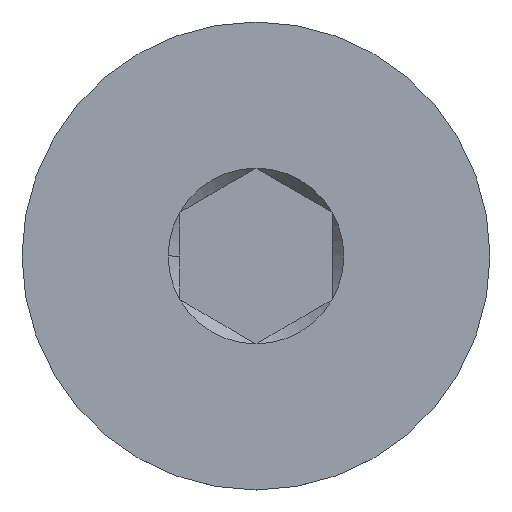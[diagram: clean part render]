
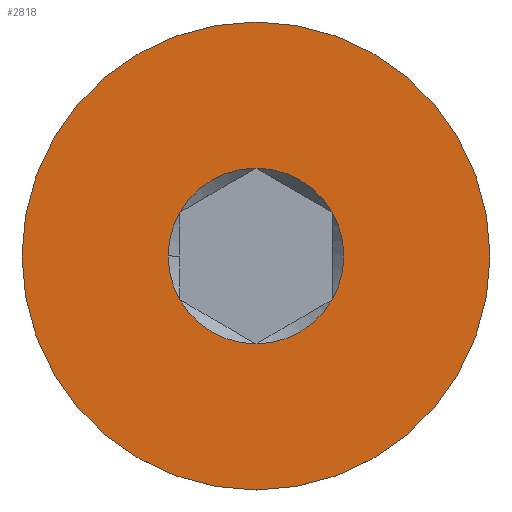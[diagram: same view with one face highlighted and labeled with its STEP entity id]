
A CAD part, top view. The second image highlights one B-rep face of the part: STEP entity #2818.
In plain terms, the highlighted planar face has unit normal (0, 0, 1).
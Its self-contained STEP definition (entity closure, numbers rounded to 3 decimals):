
#110 = EDGE_LOOP ( 'NONE', ( #5080, #2554, #5098, #1500, #2999, #5752, #2851 ) ) ;
#200 = CARTESIAN_POINT ( 'NONE',  ( 0., 0., 6. ) ) ;
#365 = CARTESIAN_POINT ( 'NONE',  ( -0.751, 0., 6. ) ) ;
#446 = VERTEX_POINT ( 'NONE', #2313 ) ;
#529 = CIRCLE ( 'NONE', #1329, 0.751 ) ;
#611 = DIRECTION ( 'NONE',  ( 0., 0., -1. ) ) ;
#665 = DIRECTION ( 'NONE',  ( -1., 0., 0. ) ) ;
#689 = DIRECTION ( 'NONE',  ( -1., 0., 0. ) ) ;
#758 = PLANE ( 'NONE',  #3941 ) ;
#770 = CARTESIAN_POINT ( 'NONE',  ( 0., -2., 6. ) ) ;
#809 = DIRECTION ( 'NONE',  ( -1., 0., 0. ) ) ;
#842 = EDGE_CURVE ( 'NONE', #2223, #5706, #3169, .T. ) ;
#887 = CIRCLE ( 'NONE', #1144, 0.751 ) ;
#931 = DIRECTION ( 'NONE',  ( -1., 0., 0. ) ) ;
#1060 = ORIENTED_EDGE ( 'NONE', *, *, #2259, .T. ) ;
#1144 = AXIS2_PLACEMENT_3D ( 'NONE', #2716, #4476, #5373 ) ;
#1233 = VERTEX_POINT ( 'NONE', #365 ) ;
#1260 = DIRECTION ( 'NONE',  ( -1., 0., 0. ) ) ;
#1267 = EDGE_CURVE ( 'NONE', #5706, #5169, #887, .T. ) ;
#1329 = AXIS2_PLACEMENT_3D ( 'NONE', #5781, #2666, #1260 ) ;
#1337 = AXIS2_PLACEMENT_3D ( 'NONE', #3331, #2464, #3839 ) ;
#1391 = FACE_OUTER_BOUND ( 'NONE', #3275, .T. ) ;
#1438 = CARTESIAN_POINT ( 'NONE',  ( -0.65, 0.375, 6. ) ) ;
#1460 = AXIS2_PLACEMENT_3D ( 'NONE', #2202, #3521, #809 ) ;
#1498 = DIRECTION ( 'NONE',  ( 0., 0., 1. ) ) ;
#1500 = ORIENTED_EDGE ( 'NONE', *, *, #3395, .T. ) ;
#1574 = VERTEX_POINT ( 'NONE', #3815 ) ;
#1588 = CARTESIAN_POINT ( 'NONE',  ( 0.65, -0.375, 6. ) ) ;
#1634 = DIRECTION ( 'NONE',  ( 0., 0., -1. ) ) ;
#1763 = CIRCLE ( 'NONE', #1460, 0.751 ) ;
#1854 = CARTESIAN_POINT ( 'NONE',  ( 0., 0., 6. ) ) ;
#1953 = CIRCLE ( 'NONE', #5486, 0.751 ) ;
#1965 = DIRECTION ( 'NONE',  ( 0., 0., -1. ) ) ;
#2050 = DIRECTION ( 'NONE',  ( 0., 0., -1. ) ) ;
#2165 = AXIS2_PLACEMENT_3D ( 'NONE', #3318, #1498, #2836 ) ;
#2202 = CARTESIAN_POINT ( 'NONE',  ( 0., 0., 6. ) ) ;
#2223 = VERTEX_POINT ( 'NONE', #1438 ) ;
#2259 = EDGE_CURVE ( 'NONE', #4793, #5209, #5763, .T. ) ;
#2313 = CARTESIAN_POINT ( 'NONE',  ( -0.65, -0.375, 6. ) ) ;
#2428 = CARTESIAN_POINT ( 'NONE',  ( 0., 0., 6. ) ) ;
#2452 = FACE_BOUND ( 'NONE', #110, .T. ) ;
#2464 = DIRECTION ( 'NONE',  ( 0., 0., 1. ) ) ;
#2554 = ORIENTED_EDGE ( 'NONE', *, *, #1267, .T. ) ;
#2592 = CARTESIAN_POINT ( 'NONE',  ( 0., 0., 6. ) ) ;
#2666 = DIRECTION ( 'NONE',  ( 0., 0., -1. ) ) ;
#2716 = CARTESIAN_POINT ( 'NONE',  ( 0., 0., 6. ) ) ;
#2780 = AXIS2_PLACEMENT_3D ( 'NONE', #2428, #611, #5153 ) ;
#2818 = ADVANCED_FACE ( 'NONE', ( #1391, #2452 ), #758, .F. ) ;
#2836 = DIRECTION ( 'NONE',  ( 0., -1., 0. ) ) ;
#2851 = ORIENTED_EDGE ( 'NONE', *, *, #4776, .T. ) ;
#2966 = AXIS2_PLACEMENT_3D ( 'NONE', #200, #1965, #665 ) ;
#2999 = ORIENTED_EDGE ( 'NONE', *, *, #3046, .T. ) ;
#3026 = CARTESIAN_POINT ( 'NONE',  ( 0.65, 0.375, 6. ) ) ;
#3046 = EDGE_CURVE ( 'NONE', #1574, #446, #529, .T. ) ;
#3169 = CIRCLE ( 'NONE', #5071, 0.751 ) ;
#3275 = EDGE_LOOP ( 'NONE', ( #1060, #5326 ) ) ;
#3318 = CARTESIAN_POINT ( 'NONE',  ( 0., 0., 6. ) ) ;
#3331 = CARTESIAN_POINT ( 'NONE',  ( 0., 0., 6. ) ) ;
#3395 = EDGE_CURVE ( 'NONE', #4243, #1574, #1953, .T. ) ;
#3521 = DIRECTION ( 'NONE',  ( 0., 0., -1. ) ) ;
#3815 = CARTESIAN_POINT ( 'NONE',  ( 0., -0.751, 6. ) ) ;
#3823 = CIRCLE ( 'NONE', #1337, 2. ) ;
#3839 = DIRECTION ( 'NONE',  ( 0., -1., 0. ) ) ;
#3941 = AXIS2_PLACEMENT_3D ( 'NONE', #2592, #1634, #5702 ) ;
#4033 = CIRCLE ( 'NONE', #2780, 0.751 ) ;
#4243 = VERTEX_POINT ( 'NONE', #1588 ) ;
#4267 = CARTESIAN_POINT ( 'NONE',  ( 0., 0.751, 6. ) ) ;
#4362 = EDGE_CURVE ( 'NONE', #446, #1233, #4033, .T. ) ;
#4476 = DIRECTION ( 'NONE',  ( 0., 0., -1. ) ) ;
#4776 = EDGE_CURVE ( 'NONE', #1233, #2223, #1763, .T. ) ;
#4793 = VERTEX_POINT ( 'NONE', #770 ) ;
#4970 = EDGE_CURVE ( 'NONE', #5169, #4243, #5716, .T. ) ;
#4977 = EDGE_CURVE ( 'NONE', #5209, #4793, #3823, .T. ) ;
#5071 = AXIS2_PLACEMENT_3D ( 'NONE', #1854, #5422, #931 ) ;
#5080 = ORIENTED_EDGE ( 'NONE', *, *, #842, .T. ) ;
#5098 = ORIENTED_EDGE ( 'NONE', *, *, #4970, .T. ) ;
#5153 = DIRECTION ( 'NONE',  ( -1., 0., 0. ) ) ;
#5169 = VERTEX_POINT ( 'NONE', #3026 ) ;
#5209 = VERTEX_POINT ( 'NONE', #5374 ) ;
#5326 = ORIENTED_EDGE ( 'NONE', *, *, #4977, .T. ) ;
#5373 = DIRECTION ( 'NONE',  ( -1., 0., 0. ) ) ;
#5374 = CARTESIAN_POINT ( 'NONE',  ( 0., 2., 6. ) ) ;
#5422 = DIRECTION ( 'NONE',  ( 0., 0., -1. ) ) ;
#5486 = AXIS2_PLACEMENT_3D ( 'NONE', #5637, #2050, #689 ) ;
#5637 = CARTESIAN_POINT ( 'NONE',  ( 0., 0., 6. ) ) ;
#5702 = DIRECTION ( 'NONE',  ( 0., 1., 0. ) ) ;
#5706 = VERTEX_POINT ( 'NONE', #4267 ) ;
#5716 = CIRCLE ( 'NONE', #2966, 0.751 ) ;
#5752 = ORIENTED_EDGE ( 'NONE', *, *, #4362, .T. ) ;
#5763 = CIRCLE ( 'NONE', #2165, 2. ) ;
#5781 = CARTESIAN_POINT ( 'NONE',  ( 0., 0., 6. ) ) ;
